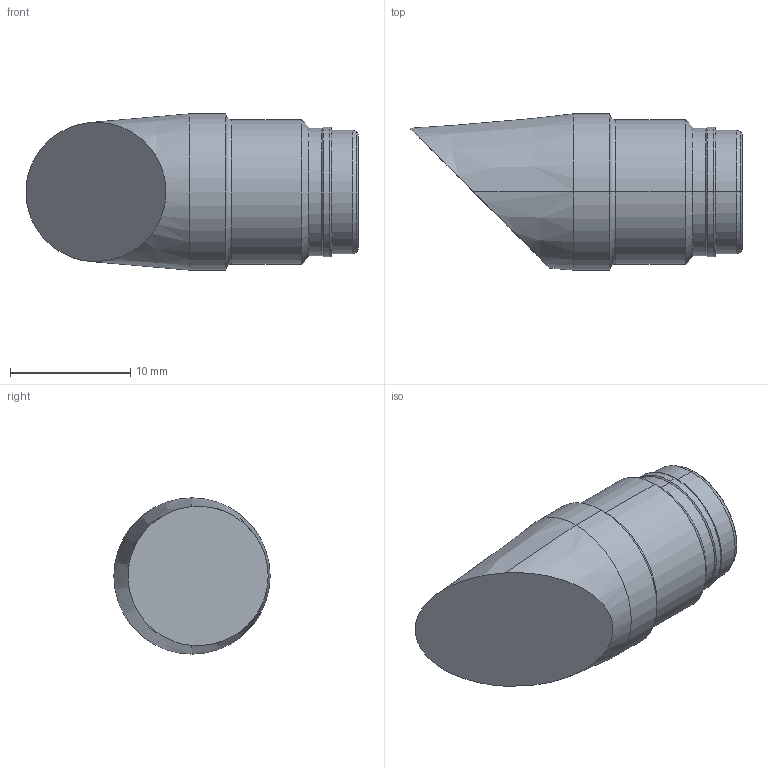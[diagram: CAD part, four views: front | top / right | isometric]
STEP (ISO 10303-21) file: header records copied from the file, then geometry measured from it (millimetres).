
FILE_DESCRIPTION (( 'STEP AP203' ), '1' );
FILE_NAME ('Connector for BOD 23K-LA01-S920_Default_sldprt.STEP', '2023-04-20T12:24:46', ( '' ), ( '' ), 'SwSTEP 2.0', 'SolidWorks 2021', '' );
FILE_SCHEMA (( 'CONFIG_CONTROL_DESIGN' ));
Length unit declared in the file: millimetre
Products named in the file (1): Connector for BOD 23K-LA01-S920_Default_sldprt
Bounding box: 27.6 x 13 x 13 mm (x, y, z)
Volume: 2036.7 mm3; surface area: 1431 mm2
Topology: 1 solids, 1 shells, 60 faces, 123 edges, 73 vertices
Faces by surface type: cylinder 23, cone 18, plane 13, torus 6
Entity records: 1684 total; most frequent: DIRECTION 314, CARTESIAN_POINT 287, ORIENTED_EDGE 246, AXIS2_PLACEMENT_3D 133, EDGE_CURVE 123, VERTEX_POINT 73, CIRCLE 72, EDGE_LOOP 68
